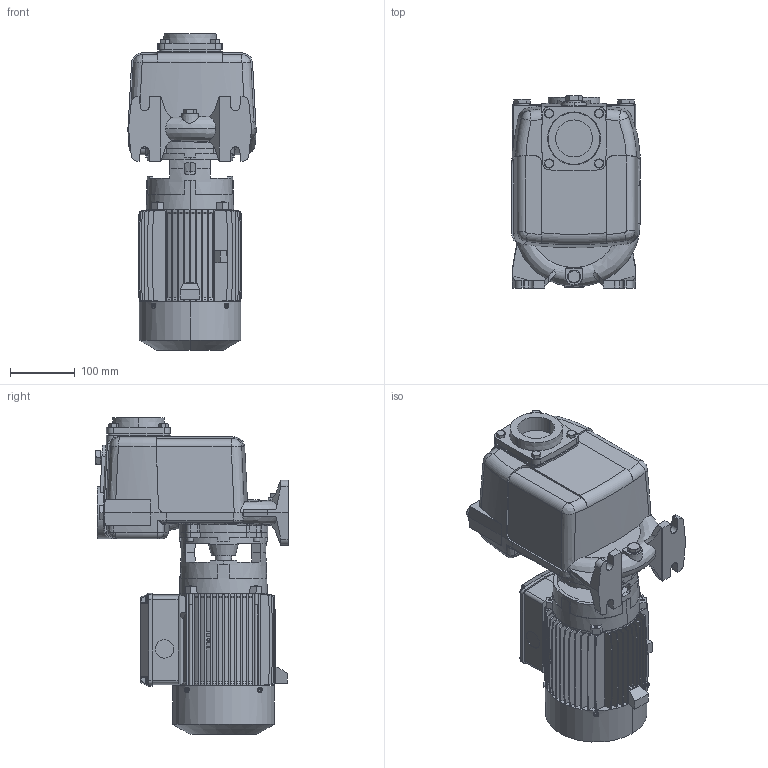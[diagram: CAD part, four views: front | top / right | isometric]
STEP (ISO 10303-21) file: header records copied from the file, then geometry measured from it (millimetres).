
FILE_DESCRIPTION (( 'STEP AP214' ), '1' );
FILE_NAME ('4_93_531_02_REV00.step', '2021-10-04T14:57:34', ( '' ), ( '' ), 'SwSTEP 2.0', 'SolidWorks 2020', '' );
FILE_SCHEMA (( 'AUTOMOTIVE_DESIGN' ));
Length unit declared in the file: millimetre
Products named in the file (11): Copia di M6x16_UNI_5931^4_93_531_02_REV00; Copia di 80N_SZ^4_93_531_02_REV00; 10000724swp01; Copia di M8x20_UNI_5739_ingombri3D^4_93_531_02_REV00; 4_93_531_02_REV00; Copia di 3_66_200_h17_semplificato^4_93_531_02_REV00; Copia di 1_65_081_semplificato^4_93_531_02_REV00; Copia di G3_8x9_fake^4_93_531_02_REV00; Copia di 3_65_173_semplificato^4_93_531_02_REV00; Copia di G3_8x10_xingombri_^4_93_531_02_REV00; Copia di G1_4x7_5_fake^4_93_531_02_REV00
Assembly tree (17 placements, depth 2):
  4_93_531_02_REV00
    Copia di 3_65_173_semplificato^4_93_531_02_REV00
    Copia di 1_65_081_semplificato^4_93_531_02_REV00
    Copia di 80N_SZ^4_93_531_02_REV00
    Copia di 3_66_200_h17_semplificato^4_93_531_02_REV00
    Copia di G3_8x9_fake^4_93_531_02_REV00  x2
    Copia di G3_8x10_xingombri_^4_93_531_02_REV00
    Copia di G1_4x7_5_fake^4_93_531_02_REV00
    Copia di M6x16_UNI_5931^4_93_531_02_REV00  x4
    Copia di M8x20_UNI_5739_ingombri3D^4_93_531_02_REV00  x4
    10000724swp01
Bounding box: 198.06 x 297 x 489.15 mm (x, y, z)
Volume: 10879539.6 mm3; surface area: 808589.3 mm2
Topology: 19 solids, 19 shells, 3020 faces, 8319 edges, 5427 vertices
Faces by surface type: bspline 1183, plane 1163, cylinder 351, cone 281, sphere 22, torus 20
Entity records: 108035 total; most frequent: CARTESIAN_POINT 40514, ORIENTED_EDGE 15872, DIRECTION 10596, EDGE_CURVE 7936, VERTEX_POINT 5218, LINE 4884, VECTOR 4884, EDGE_LOOP 3000
